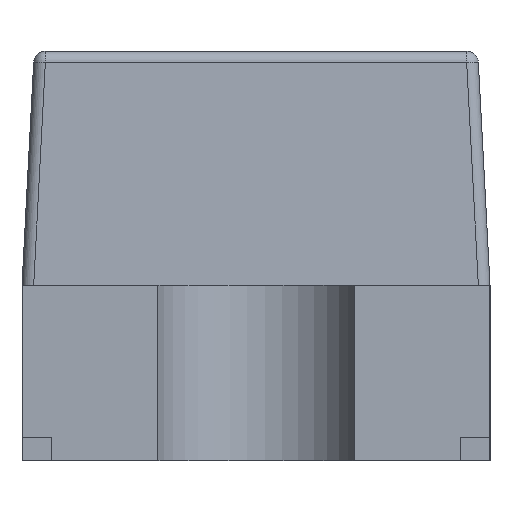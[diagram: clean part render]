
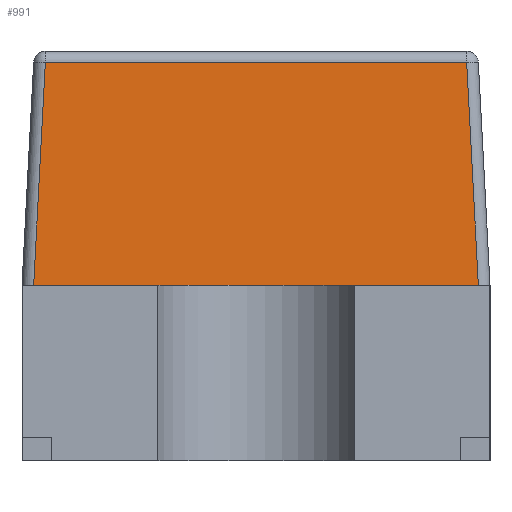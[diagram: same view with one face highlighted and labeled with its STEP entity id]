
A CAD part, left-side view. The second image highlights one B-rep face of the part: STEP entity #991.
In plain terms, the highlighted planar face has unit normal (-0.999, 0, 0.052).
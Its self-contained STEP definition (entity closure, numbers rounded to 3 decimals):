
#991=ADVANCED_FACE('',(#992),#1026,.T.);
#992=FACE_BOUND('',#993,.T.);
#993=EDGE_LOOP('',(#994,#1004,#1012,#1020));
#994=ORIENTED_EDGE('',*,*,#995,.T.);
#995=EDGE_CURVE('',#996,#998,#1000,.F.);
#996=VERTEX_POINT('',#997);
#997=CARTESIAN_POINT('',(-0.53,-0.36,0.381));
#998=VERTEX_POINT('',#999);
#999=CARTESIAN_POINT('',(-0.53,0.36,0.381));
#1000=LINE('',#1001,#1002);
#1001=CARTESIAN_POINT('',(-0.53,0.379,0.381));
#1002=VECTOR('',#1003,1.0);
#1003=DIRECTION('',(0.0,-1.0,0.0));
#1004=ORIENTED_EDGE('',*,*,#1005,.T.);
#1005=EDGE_CURVE('',#998,#1006,#1008,.F.);
#1006=VERTEX_POINT('',#1007);
#1007=CARTESIAN_POINT('',(-0.55,0.38,0.0));
#1008=LINE('',#1009,#1010);
#1009=CARTESIAN_POINT('',(-0.549,0.379,0.02));
#1010=VECTOR('',#1011,1.0);
#1011=DIRECTION('',(0.052,-0.052,0.997));
#1012=ORIENTED_EDGE('',*,*,#1013,.T.);
#1013=EDGE_CURVE('',#1006,#1014,#1016,.F.);
#1014=VERTEX_POINT('',#1015);
#1015=CARTESIAN_POINT('',(-0.55,-0.38,0.0));
#1016=LINE('',#1017,#1018);
#1017=CARTESIAN_POINT('',(-0.55,0.0,0.0));
#1018=VECTOR('',#1019,1.0);
#1019=DIRECTION('',(0.0,1.0,0.0));
#1020=ORIENTED_EDGE('',*,*,#1021,.T.);
#1021=EDGE_CURVE('',#1014,#996,#1022,.T.);
#1022=LINE('',#1023,#1024);
#1023=CARTESIAN_POINT('',(-0.549,-0.379,0.02));
#1024=VECTOR('',#1025,1.0);
#1025=DIRECTION('',(0.052,0.052,0.997));
#1026=PLANE('',#1027);
#1027=AXIS2_PLACEMENT_3D('',#1028,#1029,#1030);
#1028=CARTESIAN_POINT('',(-0.55,0.0,0.0));
#1029=DIRECTION('',(-0.999,0.0,0.052));
#1030=DIRECTION('',(0.052,0.0,0.999));
